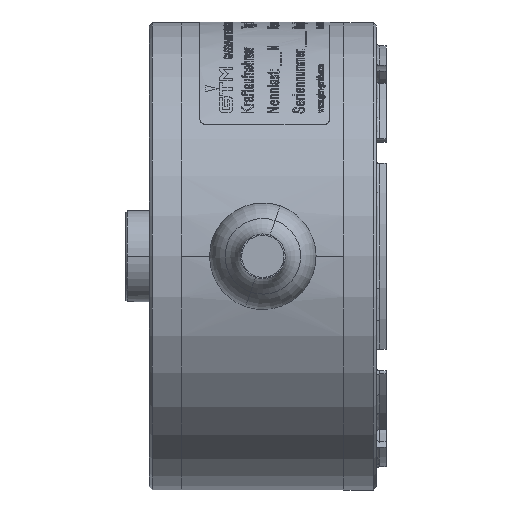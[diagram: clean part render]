
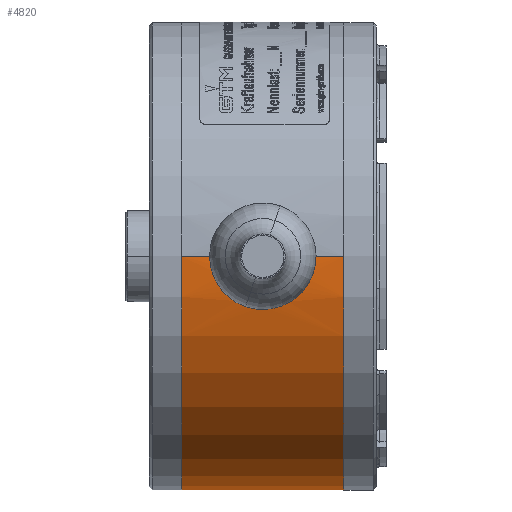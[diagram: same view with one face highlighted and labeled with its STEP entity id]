
A CAD part, left-side view. The second image highlights one B-rep face of the part: STEP entity #4820.
In plain terms, the highlighted cylindrical face has radius 36 mm (diameter 72 mm), a partial arc.
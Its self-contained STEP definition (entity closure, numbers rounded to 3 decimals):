
#1593 = CIRCLE ( 'NONE', #3626, 36. ) ;
#1614 = CIRCLE ( 'NONE', #3860, 36. ) ;
#2089 = ORIENTED_EDGE ( 'NONE', *, *, #35273, .F. ) ;
#3626 = AXIS2_PLACEMENT_3D ( 'NONE', #29940, #29942, #29943 ) ;
#3860 = AXIS2_PLACEMENT_3D ( 'NONE', #30244, #30246, #30248 ) ;
#4425 = VERTEX_POINT ( 'NONE', #23834 ) ;
#4538 = VERTEX_POINT ( 'NONE', #23483 ) ;
#4820 = ADVANCED_FACE ( 'NONE', ( #20198 ), #20202, .T. ) ;
#6683 = EDGE_CURVE ( 'NONE', #23970, #4425, #20820, .T. ) ;
#6721 = EDGE_CURVE ( 'NONE', #27516, #4538, #20861, .T. ) ;
#6725 = EDGE_CURVE ( 'NONE', #25001, #25311, #20868, .T. ) ;
#6884 = DIRECTION ( 'NONE',  ( 0., -1., 0. ) ) ;
#7106 = CARTESIAN_POINT ( 'NONE',  ( -36., 5., 0. ) ) ;
#7160 = CARTESIAN_POINT ( 'NONE',  ( 36., 5., 0. ) ) ;
#7162 = DIRECTION ( 'NONE',  ( 0., -1., 0. ) ) ;
#7191 = DIRECTION ( 'NONE',  ( 0., -1., 0. ) ) ;
#7652 = CARTESIAN_POINT ( 'NONE',  ( -36., 5., 0. ) ) ;
#9241 = AXIS2_PLACEMENT_3D ( 'NONE', #12900, #12943, #12905 ) ;
#12900 = CARTESIAN_POINT ( 'NONE',  ( 0., 5., 0. ) ) ;
#12905 = DIRECTION ( 'NONE',  ( 1., 0., 0. ) ) ;
#12943 = DIRECTION ( 'NONE',  ( 0., -1., 0. ) ) ;
#16550 = B_SPLINE_CURVE_WITH_KNOTS ( 'NONE', 3,
 ( #30240, #30243, #30251, #30253, #30254, #30255, #30257, #30259, #30260, #30262, #30264, #30266, #30267, #30269, #30271, #30273, #30275, #30277, #30279, #30280, #30282, #30284, #30286, #30288, #30290, #30292, #30293, #30295, #30297, #30299, #30301, #30303, #30305, #30306, #30308, #30310, #30312, #30314, #30316, #30318, #30319, #30321, #30323, #30325, #30327, #30329, #30331, #30332, #30334 ),
 .UNSPECIFIED., .F., .F.,
 ( 4, 2, 2, 2, 2, 2, 2, 2, 2, 2, 2, 2, 2, 2, 2, 2, 2, 2, 2, 2, 2, 2, 1, 2, 4 ),
 ( 0.013, 0.014, 0.016, 0.016, 0.017, 0.018, 0.019, 0.02, 0.021, 0.022, 0.024, 0.024, 0.025, 0.027, 0.028, 0.029, 0.03, 0.031, 0.032, 0.033, 0.034, 0.035, 0.036, 0.037, 0.038 ),
 .UNSPECIFIED. ) ;
#19021 = EDGE_LOOP ( 'NONE', ( #30560, #30404, #30911, #30923, #30921, #2089 ) ) ;
#20198 = FACE_OUTER_BOUND ( 'NONE', #19021, .T. ) ;
#20202 = CYLINDRICAL_SURFACE ( 'NONE', #9241, 36. ) ;
#20820 = LINE ( 'NONE', #7652, #20823 ) ;
#20823 = VECTOR ( 'NONE', #6884, 1000. ) ;
#20861 = LINE ( 'NONE', #7106, #20864 ) ;
#20864 = VECTOR ( 'NONE', #7191, 1000. ) ;
#20868 = LINE ( 'NONE', #7160, #20870 ) ;
#20870 = VECTOR ( 'NONE', #7162, 1000. ) ;
#23483 = CARTESIAN_POINT ( 'NONE',  ( -36., 25.5, 0. ) ) ;
#23834 = CARTESIAN_POINT ( 'NONE',  ( -36., 5., 0. ) ) ;
#23970 = VERTEX_POINT ( 'NONE', #28126 ) ;
#25001 = VERTEX_POINT ( 'NONE', #28629 ) ;
#25311 = VERTEX_POINT ( 'NONE', #28782 ) ;
#27516 = VERTEX_POINT ( 'NONE', #29070 ) ;
#28126 = CARTESIAN_POINT ( 'NONE',  ( -36., 9.5, 0. ) ) ;
#28629 = CARTESIAN_POINT ( 'NONE',  ( 36., 30., 0. ) ) ;
#28782 = CARTESIAN_POINT ( 'NONE',  ( 36., 5., 0. ) ) ;
#29070 = CARTESIAN_POINT ( 'NONE',  ( -36., 30., 0. ) ) ;
#29940 = CARTESIAN_POINT ( 'NONE',  ( 0., 30., 0. ) ) ;
#29942 = DIRECTION ( 'NONE',  ( 0., -1., 0. ) ) ;
#29943 = DIRECTION ( 'NONE',  ( 1., 0., 0. ) ) ;
#30240 = CARTESIAN_POINT ( 'NONE',  ( -36., 25.5, 0. ) ) ;
#30243 = CARTESIAN_POINT ( 'NONE',  ( -36., 25.5, -0.524 ) ) ;
#30244 = CARTESIAN_POINT ( 'NONE',  ( 0., 5., 0. ) ) ;
#30246 = DIRECTION ( 'NONE',  ( 0., -1., 0. ) ) ;
#30248 = DIRECTION ( 'NONE',  ( 1., 0., 0. ) ) ;
#30251 = CARTESIAN_POINT ( 'NONE',  ( -35.988, 25.447, -1.056 ) ) ;
#30253 = CARTESIAN_POINT ( 'NONE',  ( -35.943, 25.242, -2.083 ) ) ;
#30254 = CARTESIAN_POINT ( 'NONE',  ( -35.911, 25.09, -2.582 ) ) ;
#30255 = CARTESIAN_POINT ( 'NONE',  ( -35.848, 24.788, -3.31 ) ) ;
#30257 = CARTESIAN_POINT ( 'NONE',  ( -35.825, 24.674, -3.55 ) ) ;
#30259 = CARTESIAN_POINT ( 'NONE',  ( -35.777, 24.427, -4.011 ) ) ;
#30260 = CARTESIAN_POINT ( 'NONE',  ( -35.751, 24.292, -4.234 ) ) ;
#30262 = CARTESIAN_POINT ( 'NONE',  ( -35.697, 24.003, -4.667 ) ) ;
#30264 = CARTESIAN_POINT ( 'NONE',  ( -35.669, 23.848, -4.876 ) ) ;
#30266 = CARTESIAN_POINT ( 'NONE',  ( -35.611, 23.517, -5.279 ) ) ;
#30267 = CARTESIAN_POINT ( 'NONE',  ( -35.582, 23.34, -5.474 ) ) ;
#30269 = CARTESIAN_POINT ( 'NONE',  ( -35.493, 22.783, -6.031 ) ) ;
#30271 = CARTESIAN_POINT ( 'NONE',  ( -35.435, 22.38, -6.36 ) ) ;
#30273 = CARTESIAN_POINT ( 'NONE',  ( -35.353, 21.732, -6.794 ) ) ;
#30275 = CARTESIAN_POINT ( 'NONE',  ( -35.327, 21.508, -6.929 ) ) ;
#30277 = CARTESIAN_POINT ( 'NONE',  ( -35.278, 21.044, -7.177 ) ) ;
#30279 = CARTESIAN_POINT ( 'NONE',  ( -35.254, 20.805, -7.29 ) ) ;
#30280 = CARTESIAN_POINT ( 'NONE',  ( -35.191, 20.08, -7.591 ) ) ;
#30282 = CARTESIAN_POINT ( 'NONE',  ( -35.158, 19.582, -7.742 ) ) ;
#30284 = CARTESIAN_POINT ( 'NONE',  ( -35.123, 18.81, -7.896 ) ) ;
#30286 = CARTESIAN_POINT ( 'NONE',  ( -35.114, 18.547, -7.936 ) ) ;
#30288 = CARTESIAN_POINT ( 'NONE',  ( -35.103, 18.022, -7.987 ) ) ;
#30290 = CARTESIAN_POINT ( 'NONE',  ( -35.1, 17.76, -8. ) ) ;
#30292 = CARTESIAN_POINT ( 'NONE',  ( -35.1, 16.975, -8. ) ) ;
#30293 = CARTESIAN_POINT ( 'NONE',  ( -35.112, 16.454, -7.949 ) ) ;
#30295 = CARTESIAN_POINT ( 'NONE',  ( -35.158, 15.417, -7.742 ) ) ;
#30297 = CARTESIAN_POINT ( 'NONE',  ( -35.192, 14.915, -7.589 ) ) ;
#30299 = CARTESIAN_POINT ( 'NONE',  ( -35.255, 14.193, -7.289 ) ) ;
#30301 = CARTESIAN_POINT ( 'NONE',  ( -35.278, 13.957, -7.177 ) ) ;
#30303 = CARTESIAN_POINT ( 'NONE',  ( -35.327, 13.494, -6.93 ) ) ;
#30305 = CARTESIAN_POINT ( 'NONE',  ( -35.354, 13.267, -6.793 ) ) ;
#30306 = CARTESIAN_POINT ( 'NONE',  ( -35.436, 12.615, -6.357 ) ) ;
#30308 = CARTESIAN_POINT ( 'NONE',  ( -35.494, 12.213, -6.027 ) ) ;
#30310 = CARTESIAN_POINT ( 'NONE',  ( -35.582, 11.66, -5.474 ) ) ;
#30312 = CARTESIAN_POINT ( 'NONE',  ( -35.611, 11.483, -5.279 ) ) ;
#30314 = CARTESIAN_POINT ( 'NONE',  ( -35.669, 11.15, -4.873 ) ) ;
#30316 = CARTESIAN_POINT ( 'NONE',  ( -35.697, 10.994, -4.663 ) ) ;
#30318 = CARTESIAN_POINT ( 'NONE',  ( -35.778, 10.56, -4.014 ) ) ;
#30319 = CARTESIAN_POINT ( 'NONE',  ( -35.827, 10.314, -3.555 ) ) ;
#30321 = CARTESIAN_POINT ( 'NONE',  ( -35.89, 10.011, -2.826 ) ) ;
#30323 = CARTESIAN_POINT ( 'NONE',  ( -35.909, 9.922, -2.577 ) ) ;
#30325 = CARTESIAN_POINT ( 'NONE',  ( -35.941, 9.769, -2.075 ) ) ;
#30327 = CARTESIAN_POINT ( 'NONE',  ( -35.969, 9.642, -1.569 ) ) ;
#30329 = CARTESIAN_POINT ( 'NONE',  ( -35.986, 9.565, -1.052 ) ) ;
#30331 = CARTESIAN_POINT ( 'NONE',  ( -35.997, 9.513, -0.529 ) ) ;
#30332 = CARTESIAN_POINT ( 'NONE',  ( -36., 9.5, -0.264 ) ) ;
#30334 = CARTESIAN_POINT ( 'NONE',  ( -36., 9.5, 0. ) ) ;
#30404 = ORIENTED_EDGE ( 'NONE', *, *, #35248, .T. ) ;
#30560 = ORIENTED_EDGE ( 'NONE', *, *, #6721, .F. ) ;
#30911 = ORIENTED_EDGE ( 'NONE', *, *, #6725, .T. ) ;
#30921 = ORIENTED_EDGE ( 'NONE', *, *, #6683, .F. ) ;
#30923 = ORIENTED_EDGE ( 'NONE', *, *, #35272, .F. ) ;
#35248 = EDGE_CURVE ( 'NONE', #27516, #25001, #1593, .T. ) ;
#35272 = EDGE_CURVE ( 'NONE', #4425, #25311, #1614, .T. ) ;
#35273 = EDGE_CURVE ( 'NONE', #4538, #23970, #16550, .T. ) ;
